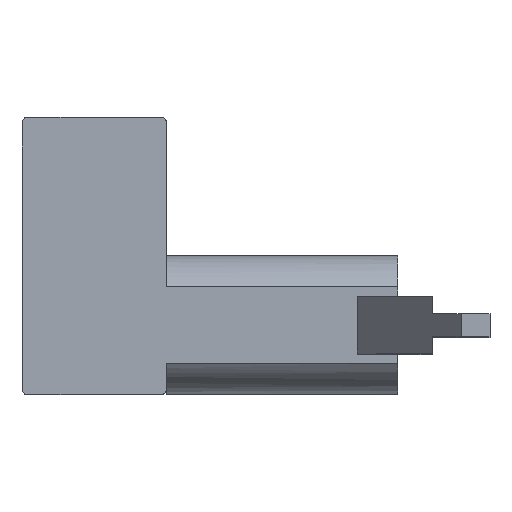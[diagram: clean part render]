
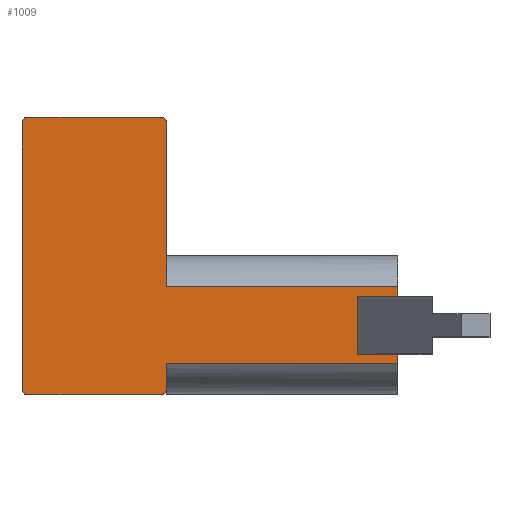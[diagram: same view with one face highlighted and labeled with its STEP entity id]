
A CAD part, top view. The second image highlights one B-rep face of the part: STEP entity #1009.
In plain terms, the highlighted planar face has unit normal (0, 0, 1).
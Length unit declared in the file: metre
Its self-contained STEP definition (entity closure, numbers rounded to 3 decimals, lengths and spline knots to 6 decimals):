
#20 = AXIS2_PLACEMENT_3D ( 'NONE', #1973, #1810, #483 ) ;
#36 = CARTESIAN_POINT ( 'NONE',  ( 0., 0.047, 0.002 ) ) ;
#43 = CARTESIAN_POINT ( 'NONE',  ( 0.025, 0.005367, 0.002 ) ) ;
#48 = CARTESIAN_POINT ( 'NONE',  ( 0.065, 0.018633, 0.002 ) ) ;
#54 = VERTEX_POINT ( 'NONE', #630 ) ;
#104 = CARTESIAN_POINT ( 'NONE',  ( 0.058, 0.007, 0.002 ) ) ;
#105 = ORIENTED_EDGE ( 'NONE', *, *, #1640, .T. ) ;
#120 = LINE ( 'NONE', #1299, #612 ) ;
#123 = CIRCLE ( 'NONE', #1764, 0.001 ) ;
#136 = CARTESIAN_POINT ( 'NONE',  ( 0.001, 0.047, 0.002 ) ) ;
#157 = DIRECTION ( 'NONE',  ( 1., 0., 0. ) ) ;
#162 = VECTOR ( 'NONE', #1944, 1. ) ;
#179 = EDGE_CURVE ( 'NONE', #955, #2165, #1856, .T. ) ;
#215 = DIRECTION ( 'NONE',  ( -1., 0., 0. ) ) ;
#231 = EDGE_CURVE ( 'NONE', #299, #373, #733, .T. ) ;
#234 = ORIENTED_EDGE ( 'NONE', *, *, #725, .T. ) ;
#277 = CARTESIAN_POINT ( 'NONE',  ( 0., 0.001, 0.002 ) ) ;
#299 = VERTEX_POINT ( 'NONE', #48 ) ;
#320 = VECTOR ( 'NONE', #1566, 1. ) ;
#341 = DIRECTION ( 'NONE',  ( 0., 1., 0. ) ) ;
#351 = VERTEX_POINT ( 'NONE', #36 ) ;
#358 = CARTESIAN_POINT ( 'NONE',  ( 0.025, 0., 0.002 ) ) ;
#365 = CARTESIAN_POINT ( 'NONE',  ( 0.065, 0.007, 0.002 ) ) ;
#372 = VECTOR ( 'NONE', #1443, 1. ) ;
#373 = VERTEX_POINT ( 'NONE', #1800 ) ;
#390 = ORIENTED_EDGE ( 'NONE', *, *, #1467, .T. ) ;
#414 = CARTESIAN_POINT ( 'NONE',  ( 0.025, 0.018633, 0.002 ) ) ;
#459 = PLANE ( 'NONE',  #1596 ) ;
#483 = DIRECTION ( 'NONE',  ( -1., 0., 0. ) ) ;
#489 = CARTESIAN_POINT ( 'NONE',  ( 0., 0.048, 0.002 ) ) ;
#528 = AXIS2_PLACEMENT_3D ( 'NONE', #1018, #1188, #820 ) ;
#553 = VERTEX_POINT ( 'NONE', #2145 ) ;
#565 = DIRECTION ( 'NONE',  ( 0., -1., 0. ) ) ;
#577 = VECTOR ( 'NONE', #157, 1. ) ;
#587 = DIRECTION ( 'NONE',  ( 0., 0., 1. ) ) ;
#591 = EDGE_CURVE ( 'NONE', #1831, #770, #1825, .T. ) ;
#612 = VECTOR ( 'NONE', #975, 1. ) ;
#615 = LINE ( 'NONE', #1655, #577 ) ;
#630 = CARTESIAN_POINT ( 'NONE',  ( 0.001, 0., 0.002 ) ) ;
#641 = ORIENTED_EDGE ( 'NONE', *, *, #2003, .F. ) ;
#666 = DIRECTION ( 'NONE',  ( -1., 0., 0. ) ) ;
#682 = CARTESIAN_POINT ( 'NONE',  ( 0.058, 0.017, 0.002 ) ) ;
#725 = EDGE_CURVE ( 'NONE', #351, #1207, #1399, .T. ) ;
#733 = LINE ( 'NONE', #1235, #320 ) ;
#734 = CARTESIAN_POINT ( 'NONE',  ( 0.025, 0.018633, 0.002 ) ) ;
#744 = CARTESIAN_POINT ( 'NONE',  ( 0.058, 0.017, 0.002 ) ) ;
#755 = LINE ( 'NONE', #744, #162 ) ;
#770 = VERTEX_POINT ( 'NONE', #1718 ) ;
#796 = DIRECTION ( 'NONE',  ( 0., 0., -1. ) ) ;
#820 = DIRECTION ( 'NONE',  ( -1., 0., 0. ) ) ;
#824 = VECTOR ( 'NONE', #341, 1. ) ;
#827 = CARTESIAN_POINT ( 'NONE',  ( 0.024, 0.048, 0.002 ) ) ;
#837 = CARTESIAN_POINT ( 'NONE',  ( 0.025, 0.047, 0.002 ) ) ;
#869 = CARTESIAN_POINT ( 'NONE',  ( 0.025, 0.001, 0.002 ) ) ;
#906 = VECTOR ( 'NONE', #565, 1. ) ;
#925 = ORIENTED_EDGE ( 'NONE', *, *, #591, .F. ) ;
#927 = EDGE_CURVE ( 'NONE', #299, #1942, #1917, .T. ) ;
#949 = ORIENTED_EDGE ( 'NONE', *, *, #2150, .T. ) ;
#951 = ORIENTED_EDGE ( 'NONE', *, *, #1318, .T. ) ;
#954 = DIRECTION ( 'NONE',  ( 0., 1., 0. ) ) ;
#955 = VERTEX_POINT ( 'NONE', #827 ) ;
#975 = DIRECTION ( 'NONE',  ( 1., 0., 0. ) ) ;
#993 = ORIENTED_EDGE ( 'NONE', *, *, #1338, .T. ) ;
#1009 = ADVANCED_FACE ( 'NONE', ( #1664 ), #459, .F. ) ;
#1014 = VECTOR ( 'NONE', #1152, 1. ) ;
#1018 = CARTESIAN_POINT ( 'NONE',  ( 0.001, 0.001, 0.002 ) ) ;
#1026 = CARTESIAN_POINT ( 'NONE',  ( 0.001, 0.048, 0.002 ) ) ;
#1035 = CIRCLE ( 'NONE', #1842, 0.001 ) ;
#1105 = CIRCLE ( 'NONE', #20, 0.001 ) ;
#1114 = DIRECTION ( 'NONE',  ( 0., -1., 0. ) ) ;
#1132 = VERTEX_POINT ( 'NONE', #2072 ) ;
#1138 = DIRECTION ( 'NONE',  ( -1., 0., 0. ) ) ;
#1151 = EDGE_LOOP ( 'NONE', ( #1510, #951, #390, #1867, #925, #1904, #1459, #641, #1247, #1690, #993, #105, #1615, #1911, #234, #949 ) ) ;
#1152 = DIRECTION ( 'NONE',  ( 0., -1., 0. ) ) ;
#1188 = DIRECTION ( 'NONE',  ( 0., 0., 1. ) ) ;
#1196 = LINE ( 'NONE', #1500, #1985 ) ;
#1198 = VECTOR ( 'NONE', #1114, 1. ) ;
#1207 = VERTEX_POINT ( 'NONE', #277 ) ;
#1235 = CARTESIAN_POINT ( 'NONE',  ( 0.065, 0., 0.002 ) ) ;
#1247 = ORIENTED_EDGE ( 'NONE', *, *, #231, .F. ) ;
#1259 = EDGE_CURVE ( 'NONE', #2165, #351, #1035, .T. ) ;
#1288 = LINE ( 'NONE', #682, #1198 ) ;
#1299 = CARTESIAN_POINT ( 'NONE',  ( 0.058, 0.007, 0.002 ) ) ;
#1314 = LINE ( 'NONE', #1988, #2160 ) ;
#1318 = EDGE_CURVE ( 'NONE', #1132, #1389, #1105, .T. ) ;
#1333 = DIRECTION ( 'NONE',  ( 1., 0., 0. ) ) ;
#1338 = EDGE_CURVE ( 'NONE', #1942, #1380, #1314, .T. ) ;
#1359 = EDGE_CURVE ( 'NONE', #54, #1132, #615, .T. ) ;
#1380 = VERTEX_POINT ( 'NONE', #837 ) ;
#1383 = CARTESIAN_POINT ( 'NONE',  ( 0.024, 0.047, 0.002 ) ) ;
#1389 = VERTEX_POINT ( 'NONE', #869 ) ;
#1399 = LINE ( 'NONE', #1543, #906 ) ;
#1415 = VERTEX_POINT ( 'NONE', #43 ) ;
#1428 = EDGE_CURVE ( 'NONE', #1415, #770, #1196, .T. ) ;
#1443 = DIRECTION ( 'NONE',  ( -1., 0., 0. ) ) ;
#1459 = ORIENTED_EDGE ( 'NONE', *, *, #1721, .F. ) ;
#1467 = EDGE_CURVE ( 'NONE', #1389, #1415, #1538, .T. ) ;
#1500 = CARTESIAN_POINT ( 'NONE',  ( 0.025, 0.005367, 0.002 ) ) ;
#1506 = DIRECTION ( 'NONE',  ( -1., 0., 0. ) ) ;
#1510 = ORIENTED_EDGE ( 'NONE', *, *, #1359, .T. ) ;
#1530 = VECTOR ( 'NONE', #1506, 1. ) ;
#1538 = LINE ( 'NONE', #358, #824 ) ;
#1543 = CARTESIAN_POINT ( 'NONE',  ( 0., 0., 0.002 ) ) ;
#1566 = DIRECTION ( 'NONE',  ( 0., -1., 0. ) ) ;
#1596 = AXIS2_PLACEMENT_3D ( 'NONE', #2007, #796, #666 ) ;
#1615 = ORIENTED_EDGE ( 'NONE', *, *, #179, .T. ) ;
#1640 = EDGE_CURVE ( 'NONE', #1380, #955, #123, .T. ) ;
#1655 = CARTESIAN_POINT ( 'NONE',  ( 0., 0., 0.002 ) ) ;
#1664 = FACE_OUTER_BOUND ( 'NONE', #1151, .T. ) ;
#1676 = CARTESIAN_POINT ( 'NONE',  ( 0.065, 0., 0.002 ) ) ;
#1690 = ORIENTED_EDGE ( 'NONE', *, *, #927, .T. ) ;
#1718 = CARTESIAN_POINT ( 'NONE',  ( 0.065, 0.005367, 0.002 ) ) ;
#1721 = EDGE_CURVE ( 'NONE', #553, #1995, #1288, .T. ) ;
#1751 = CIRCLE ( 'NONE', #528, 0.001 ) ;
#1764 = AXIS2_PLACEMENT_3D ( 'NONE', #1383, #587, #215 ) ;
#1786 = EDGE_CURVE ( 'NONE', #1995, #1831, #120, .T. ) ;
#1800 = CARTESIAN_POINT ( 'NONE',  ( 0.065, 0.017, 0.002 ) ) ;
#1810 = DIRECTION ( 'NONE',  ( 0., 0., 1. ) ) ;
#1822 = DIRECTION ( 'NONE',  ( 0., 0., 1. ) ) ;
#1825 = LINE ( 'NONE', #1676, #1014 ) ;
#1831 = VERTEX_POINT ( 'NONE', #365 ) ;
#1842 = AXIS2_PLACEMENT_3D ( 'NONE', #136, #1822, #1138 ) ;
#1856 = LINE ( 'NONE', #489, #1530 ) ;
#1867 = ORIENTED_EDGE ( 'NONE', *, *, #1428, .T. ) ;
#1904 = ORIENTED_EDGE ( 'NONE', *, *, #1786, .F. ) ;
#1911 = ORIENTED_EDGE ( 'NONE', *, *, #1259, .T. ) ;
#1917 = LINE ( 'NONE', #414, #372 ) ;
#1942 = VERTEX_POINT ( 'NONE', #734 ) ;
#1944 = DIRECTION ( 'NONE',  ( -1., 0., 0. ) ) ;
#1973 = CARTESIAN_POINT ( 'NONE',  ( 0.024, 0.001, 0.002 ) ) ;
#1985 = VECTOR ( 'NONE', #1333, 1. ) ;
#1988 = CARTESIAN_POINT ( 'NONE',  ( 0.025, 0., 0.002 ) ) ;
#1995 = VERTEX_POINT ( 'NONE', #104 ) ;
#2003 = EDGE_CURVE ( 'NONE', #373, #553, #755, .T. ) ;
#2007 = CARTESIAN_POINT ( 'NONE',  ( 0., 0., 0.002 ) ) ;
#2072 = CARTESIAN_POINT ( 'NONE',  ( 0.024, 0., 0.002 ) ) ;
#2145 = CARTESIAN_POINT ( 'NONE',  ( 0.058, 0.017, 0.002 ) ) ;
#2150 = EDGE_CURVE ( 'NONE', #1207, #54, #1751, .T. ) ;
#2160 = VECTOR ( 'NONE', #954, 1. ) ;
#2165 = VERTEX_POINT ( 'NONE', #1026 ) ;
